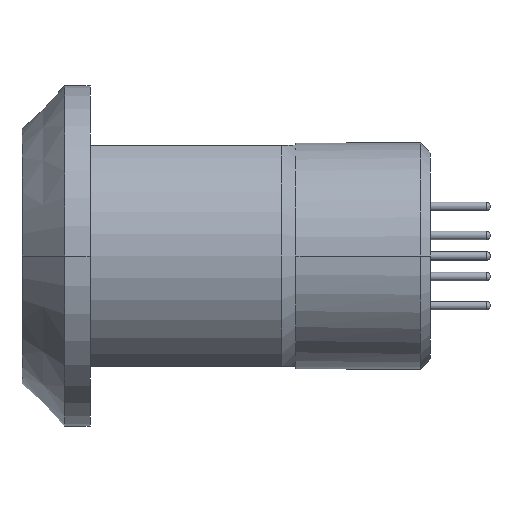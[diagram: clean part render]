
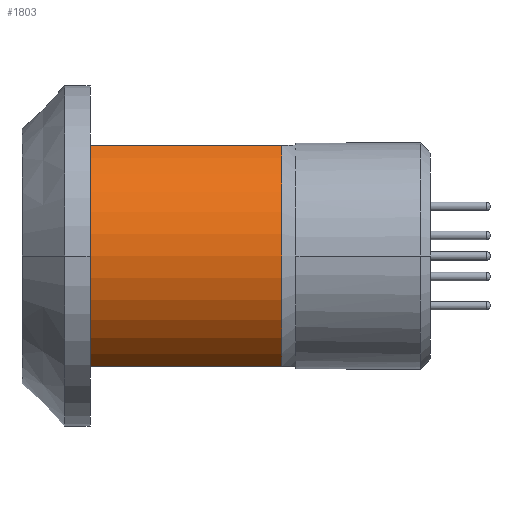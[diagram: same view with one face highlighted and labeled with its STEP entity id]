
A CAD part, front view. The second image highlights one B-rep face of the part: STEP entity #1803.
In plain terms, the highlighted cylindrical face has radius 7.5 mm (diameter 15 mm), a partial arc.
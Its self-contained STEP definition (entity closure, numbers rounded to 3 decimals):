
#180=CARTESIAN_POINT('',(2.25,0.,0.));
#181=DIRECTION('',(1.,0.,0.));
#182=DIRECTION('',(0.,-0.499,0.867));
#183=AXIS2_PLACEMENT_3D('',#180,#181,#182);
#185=DIRECTION('',(1.,0.,0.));
#186=VECTOR('',#185,11.25);
#187=CARTESIAN_POINT('',(-9.,-3.742,-6.5));
#188=LINE('',#187,#186);
#189=CARTESIAN_POINT('',(-9.,0.,0.));
#190=DIRECTION('',(-1.,0.,0.));
#191=DIRECTION('',(0.,-0.499,-0.867));
#192=AXIS2_PLACEMENT_3D('',#189,#190,#191);
#194=DIRECTION('',(1.,0.,0.));
#195=VECTOR('',#194,11.25);
#196=CARTESIAN_POINT('',(-9.,-3.742,6.5));
#197=LINE('',#196,#195);
#240=CARTESIAN_POINT('',(2.25,-3.742,-6.5));
#1582=CARTESIAN_POINT('',(-9.,-3.742,-6.5));
#1584=VERTEX_POINT('',#1582);
#1586=CARTESIAN_POINT('',(-9.,-3.742,6.5));
#1588=VERTEX_POINT('',#1586);
#1592=CARTESIAN_POINT('',(2.25,-3.742,6.5));
#1593=VERTEX_POINT('',#1592);
#1594=VERTEX_POINT('',#240);
#1789=CARTESIAN_POINT('',(-14.2,0.,0.));
#1790=DIRECTION('',(1.,0.,0.));
#1791=DIRECTION('',(0.,-1.,0.));
#1792=AXIS2_PLACEMENT_3D('',#1789,#1790,#1791);
#1793=CYLINDRICAL_SURFACE('',#1792,7.5);
#1795=ORIENTED_EDGE('',*,*,#1794,.T.);
#1797=ORIENTED_EDGE('',*,*,#1796,.F.);
#1798=ORIENTED_EDGE('',*,*,#1767,.T.);
#1800=ORIENTED_EDGE('',*,*,#1799,.T.);
#1801=EDGE_LOOP('',(#1795,#1797,#1798,#1800));
#1802=FACE_OUTER_BOUND('',#1801,.F.);
#1803=ADVANCED_FACE('',(#1802),#1793,.T.);
#184=CIRCLE('',#183,7.5);
#193=CIRCLE('',#192,7.5);
#1767=EDGE_CURVE('',#1584,#1588,#193,.T.);
#1794=EDGE_CURVE('',#1593,#1594,#184,.T.);
#1796=EDGE_CURVE('',#1584,#1594,#188,.T.);
#1799=EDGE_CURVE('',#1588,#1593,#197,.T.);
